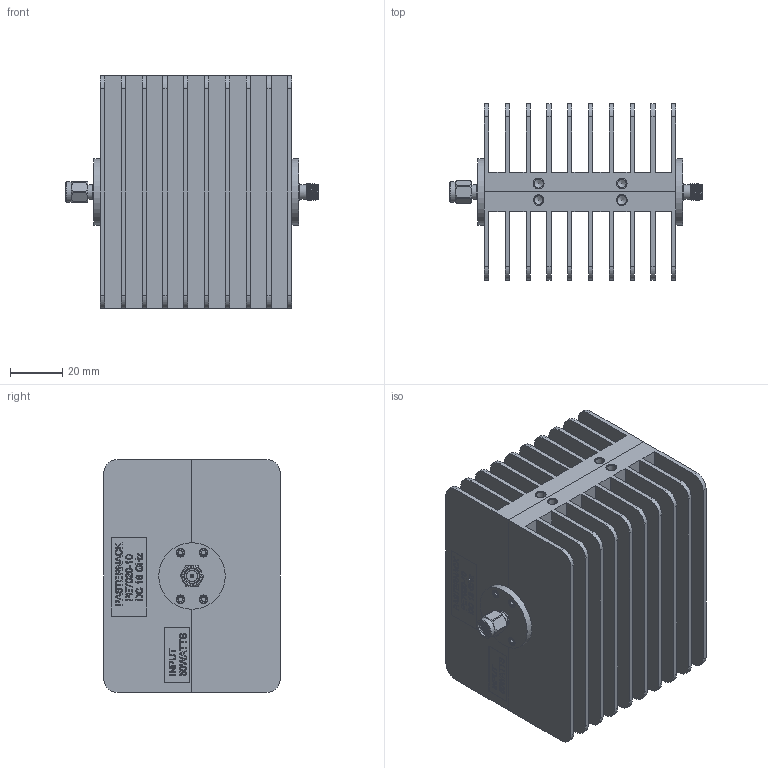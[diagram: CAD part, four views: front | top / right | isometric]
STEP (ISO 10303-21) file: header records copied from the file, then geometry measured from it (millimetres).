
FILE_DESCRIPTION (( 'STEP AP203' ), '1' );
FILE_NAME ('PE7020-10_3D.step', '2022-07-20T18:08:33', ( '' ), ( '' ), 'SwSTEP 2.0', 'SolidWorks 2021', '' );
FILE_SCHEMA (( 'CONFIG_CONTROL_DESIGN' ));
Length unit declared in the file: inch
Products named in the file (1): PE7020-10_3D
Bounding box: 96.27 x 67.31 x 88.9 mm (x, y, z)
Volume: 173428.9 mm3; surface area: 114510.5 mm2
Topology: 1 solids, 1 shells, 873 faces, 2213 edges, 1439 vertices
Faces by surface type: plane 503, bspline 193, cylinder 100, cone 76, torus 1
Full cylindrical faces by diameter (mm): 0.94 x2, 1.194 x2, 3.17 x8, 3.3 x4, 3.302 x8, 3.454 x4, 4 x4, 4.166 x4, 4.445 x1, 4.572 x1, 5.582 x3, 6.35 x8, 7.762 x1, 25.4 x2
Entity records: 38885 total; most frequent: CARTESIAN_POINT 19603, ORIENTED_EDGE 4230, DIRECTION 3238, EDGE_CURVE 2115, VERTEX_POINT 1419, VECTOR 1368, LINE 1368, EDGE_LOOP 1036
